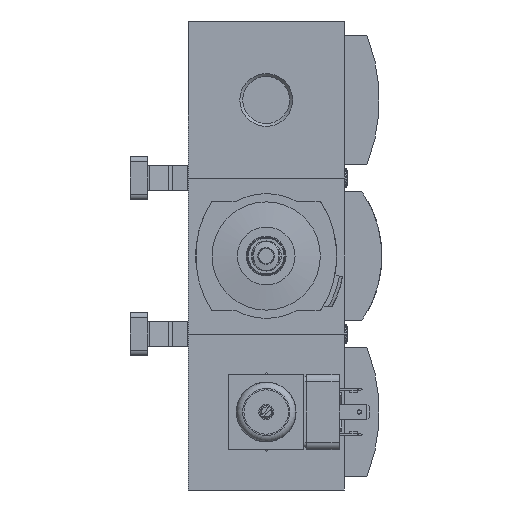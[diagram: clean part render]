
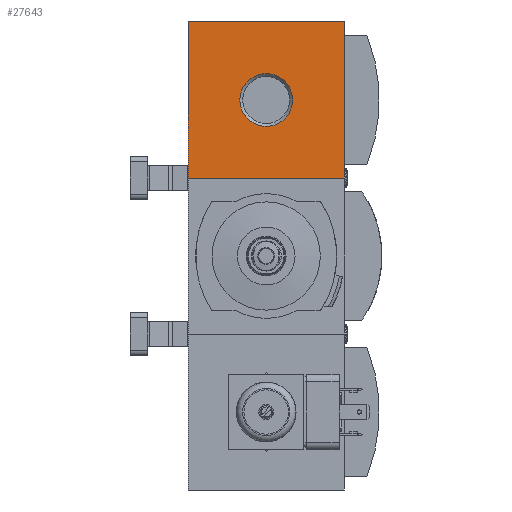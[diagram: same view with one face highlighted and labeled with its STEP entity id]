
A CAD part, front view. The second image highlights one B-rep face of the part: STEP entity #27643.
In plain terms, the highlighted planar face has unit normal (0, -1, 0).
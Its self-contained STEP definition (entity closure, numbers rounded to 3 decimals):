
#314=PLANE('',#28982);
#1362=LINE('',#37832,#3671);
#1370=LINE('',#37847,#3679);
#1386=LINE('',#37877,#3695);
#1426=LINE('',#37968,#3735);
#3671=VECTOR('',#31282,1000.);
#3679=VECTOR('',#31292,1000.);
#3695=VECTOR('',#31310,1000.);
#3735=VECTOR('',#31388,1000.);
#5784=CIRCLE('',#28983,10.478);
#7003=ORIENTED_EDGE('',*,*,#13105,.F.);
#7004=ORIENTED_EDGE('',*,*,#13021,.F.);
#7005=ORIENTED_EDGE('',*,*,#13013,.F.);
#7006=ORIENTED_EDGE('',*,*,#13037,.F.);
#7007=ORIENTED_EDGE('',*,*,#13086,.F.);
#13013=EDGE_CURVE('',#16090,#16091,#1362,.T.);
#13021=EDGE_CURVE('',#16091,#16097,#1370,.T.);
#13037=EDGE_CURVE('',#16109,#16090,#1386,.T.);
#13086=EDGE_CURVE('',#16097,#16109,#1426,.T.);
#13105=EDGE_CURVE('',#16151,#16151,#5784,.T.);
#16090=VERTEX_POINT('',#37831);
#16091=VERTEX_POINT('',#37833);
#16097=VERTEX_POINT('',#37848);
#16109=VERTEX_POINT('',#37876);
#16151=VERTEX_POINT('',#38007);
#18161=EDGE_LOOP('',(#7003));
#18162=EDGE_LOOP('',(#7004,#7005,#7006,#7007));
#19627=FACE_BOUND('',#18161,.T.);
#19628=FACE_BOUND('',#18162,.T.);
#27643=ADVANCED_FACE('',(#19627,#19628),#314,.F.);
#28982=AXIS2_PLACEMENT_3D('',#38005,#31430,#31431);
#28983=AXIS2_PLACEMENT_3D('',#38006,#31432,#31433);
#31282=DIRECTION('',(-1.,0.,0.));
#31292=DIRECTION('',(0.,0.,1.));
#31310=DIRECTION('',(0.,0.,-1.));
#31388=DIRECTION('',(1.,0.,0.));
#31430=DIRECTION('',(0.,1.,0.));
#31431=DIRECTION('',(0.,0.,1.));
#31432=DIRECTION('',(0.,-1.,0.));
#31433=DIRECTION('',(0.,0.,-1.));
#37831=CARTESIAN_POINT('',(31.,-45.,-31.));
#37832=CARTESIAN_POINT('',(31.,-45.,-31.));
#37833=CARTESIAN_POINT('',(-31.,-45.,-31.));
#37847=CARTESIAN_POINT('',(-31.,-45.,-31.));
#37848=CARTESIAN_POINT('',(-31.,-45.,31.));
#37876=CARTESIAN_POINT('',(31.,-45.,31.));
#37877=CARTESIAN_POINT('',(31.,-45.,31.));
#37968=CARTESIAN_POINT('',(-31.,-45.,31.));
#38005=CARTESIAN_POINT('',(0.,-45.,0.));
#38006=CARTESIAN_POINT('',(0.,-45.,0.));
#38007=CARTESIAN_POINT('',(0.,-45.,-10.478));
